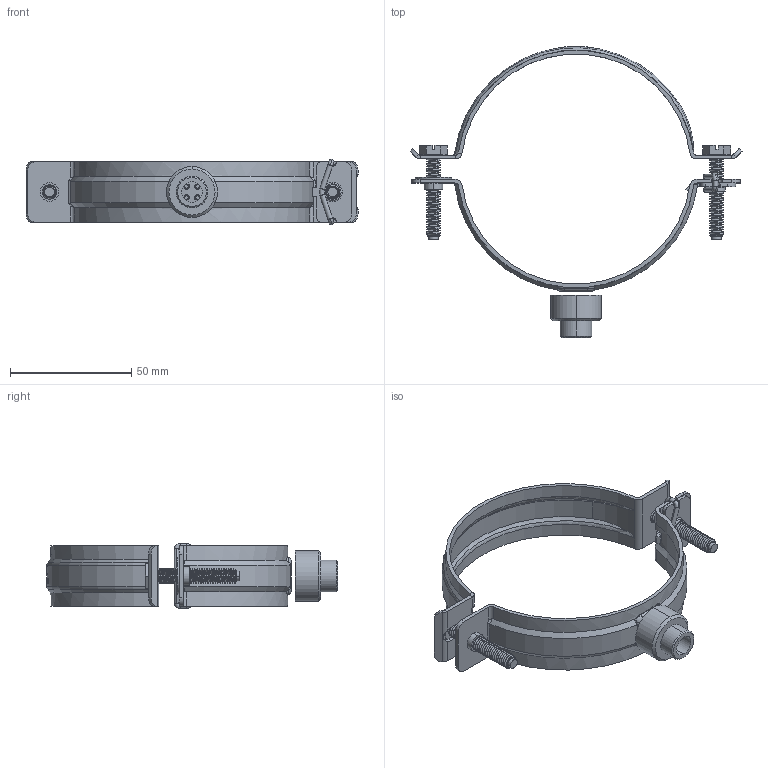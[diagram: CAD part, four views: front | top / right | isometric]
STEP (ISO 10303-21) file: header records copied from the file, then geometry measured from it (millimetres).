
FILE_DESCRIPTION (( 'STEP AP203' ), '1' );
FILE_NAME ('50.111RK.STEP', '2024-03-25T12:59:58', ( '' ), ( '' ), 'SwSTEP 2.0', 'SolidWorks 2023', '' );
FILE_SCHEMA (( 'CONFIG_CONTROL_DESIGN' ));
Length unit declared in the file: millimetre
Products named in the file (1): 50.111RK
Bounding box: 136.98 x 120.09 x 27 mm (x, y, z)
Surface area: 25518.7 mm2 (no closed solid volume)
Topology: 0 solids, 9 shells, 635 faces, 2347 edges, 1662 vertices
Faces by surface type: cylinder 271, plane 182, bspline 107, cone 45, torus 28, sphere 2
Entity records: 39229 total; most frequent: CARTESIAN_POINT 22251, ORIENTED_EDGE 3868, DIRECTION 2688, EDGE_CURVE 2345, VERTEX_POINT 1662, AXIS2_PLACEMENT_3D 1001, B_SPLINE_CURVE_WITH_KNOTS 891, VECTOR 686
